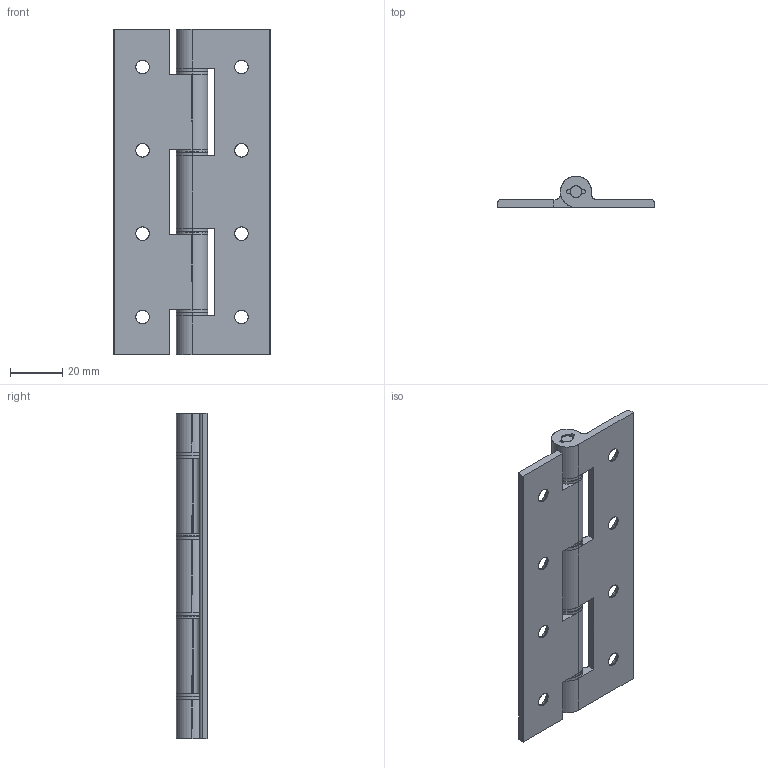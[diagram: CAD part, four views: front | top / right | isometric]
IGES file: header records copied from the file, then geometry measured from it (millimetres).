
Start section: SolidWorks IGES file using analytic representation for surfaces
Global section: file name: B-211-2_.IGS,41; native system: HSolidWorks 2006 by SolidWorks Corporation; preprocessor: SolidWorks 2006 by SolidWorks Corporation; author: 2sw; date: 060606.163555; units: millimetre
Bounding box: 60 x 12 x 125 mm (x, y, z)
Surface area: 25162.8 mm2 (no closed solid volume)
Topology: 0 solids, 0 shells, 258 faces, 3746 edges, 3746 vertices
Faces by surface type: revolution 159, bspline 99
